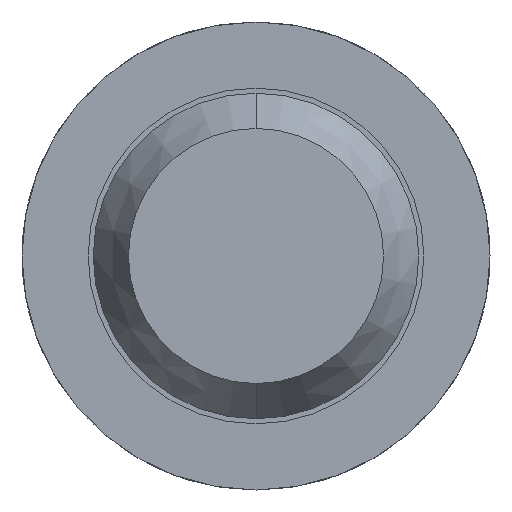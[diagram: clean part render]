
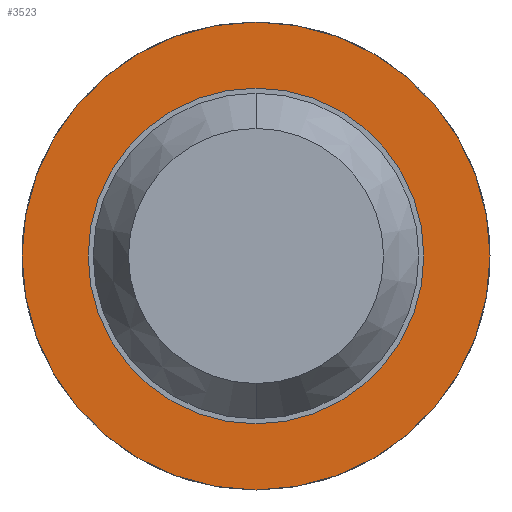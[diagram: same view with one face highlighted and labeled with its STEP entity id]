
A CAD part, front view. The second image highlights one B-rep face of the part: STEP entity #3523.
In plain terms, the highlighted planar face has unit normal (0, -1, 0).
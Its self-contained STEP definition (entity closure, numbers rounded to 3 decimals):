
#90 = CARTESIAN_POINT ( 'NONE',  ( 0., -1.7, 1.15 ) ) ;
#170 = VERTEX_POINT ( 'NONE', #90 ) ;
#308 = CARTESIAN_POINT ( 'NONE',  ( 0.825, -1.7, 0. ) ) ;
#331 = DIRECTION ( 'NONE',  ( 0., 1., 0. ) ) ;
#350 = DIRECTION ( 'NONE',  ( 0., 1., 0. ) ) ;
#422 = CIRCLE ( 'NONE', #1717, 0.825 ) ;
#430 = CARTESIAN_POINT ( 'NONE',  ( 0., -1.7, 0. ) ) ;
#451 = DIRECTION ( 'NONE',  ( 0., 0., 1. ) ) ;
#654 = CARTESIAN_POINT ( 'NONE',  ( 0., -1.7, 0. ) ) ;
#740 = EDGE_CURVE ( 'Defeature ausgef�hrt1_0+Defeature ausgef�hrt1_7+Defeature ausgef�hrt1_7+Defeature ausgef�hrt1_7', #170, #2761, #2364, .T. ) ;
#784 = AXIS2_PLACEMENT_3D ( 'NONE', #3252, #331, #1220 ) ;
#864 = FACE_BOUND ( 'NONE', #3165, .T. ) ;
#879 = PLANE ( 'NONE',  #3481 ) ;
#1009 = ORIENTED_EDGE ( 'NONE', *, *, #2999, .T. ) ;
#1016 = CARTESIAN_POINT ( 'NONE',  ( 0., -1.7, 0. ) ) ;
#1137 = CARTESIAN_POINT ( 'NONE',  ( 0., -1.7, 0.825 ) ) ;
#1220 = DIRECTION ( 'NONE',  ( 0., 0., 1. ) ) ;
#1310 = ORIENTED_EDGE ( 'NONE', *, *, #740, .F. ) ;
#1519 = VERTEX_POINT ( 'NONE', #1137 ) ;
#1567 = EDGE_CURVE ( 'Defeature ausgef�hrt1_0+Defeature ausgef�hrt1_7+Defeature ausgef�hrt1_7+Defeature ausgef�hrt1_7', #2761, #170, #3662, .T. ) ;
#1710 = EDGE_CURVE ( 'Defeature ausgef�hrt1_7+Defeature ausgef�hrt1_6+Defeature ausgef�hrt1_6+Defeature ausgef�hrt1_6', #1864, #1519, #422, .T. ) ;
#1717 = AXIS2_PLACEMENT_3D ( 'NONE', #430, #3259, #1874 ) ;
#1739 = ORIENTED_EDGE ( 'NONE', *, *, #1567, .F. ) ;
#1864 = VERTEX_POINT ( 'NONE', #3088 ) ;
#1874 = DIRECTION ( 'NONE',  ( 0., 0., 1. ) ) ;
#1930 = EDGE_LOOP ( 'NONE', ( #1310, #1739 ) ) ;
#2185 = DIRECTION ( 'NONE',  ( 0., 1., 0. ) ) ;
#2337 = AXIS2_PLACEMENT_3D ( 'NONE', #654, #350, #2926 ) ;
#2355 = DIRECTION ( 'NONE',  ( 0., 1., 0. ) ) ;
#2364 = CIRCLE ( 'NONE', #2844, 1.15 ) ;
#2395 = FACE_OUTER_BOUND ( 'NONE', #1930, .T. ) ;
#2601 = DIRECTION ( 'NONE',  ( 0., 0., 1. ) ) ;
#2761 = VERTEX_POINT ( 'NONE', #3385 ) ;
#2844 = AXIS2_PLACEMENT_3D ( 'NONE', #1016, #2185, #451 ) ;
#2926 = DIRECTION ( 'NONE',  ( 0., 0., 1. ) ) ;
#2999 = EDGE_CURVE ( 'Defeature ausgef�hrt1_7+Defeature ausgef�hrt1_6+Defeature ausgef�hrt1_6+Defeature ausgef�hrt1_6', #1519, #1864, #3410, .T. ) ;
#3088 = CARTESIAN_POINT ( 'NONE',  ( 0., -1.7, -0.825 ) ) ;
#3135 = ORIENTED_EDGE ( 'NONE', *, *, #1710, .T. ) ;
#3165 = EDGE_LOOP ( 'NONE', ( #1009, #3135 ) ) ;
#3252 = CARTESIAN_POINT ( 'NONE',  ( 0., -1.7, 0. ) ) ;
#3259 = DIRECTION ( 'NONE',  ( 0., 1., 0. ) ) ;
#3385 = CARTESIAN_POINT ( 'NONE',  ( 0., -1.7, -1.15 ) ) ;
#3410 = CIRCLE ( 'NONE', #784, 0.825 ) ;
#3481 = AXIS2_PLACEMENT_3D ( 'NONE', #308, #2355, #2601 ) ;
#3523 = ADVANCED_FACE ( 'Defeature ausgef�hrt1_7', ( #2395, #864 ), #879, .F. ) ;
#3662 = CIRCLE ( 'NONE', #2337, 1.15 ) ;
